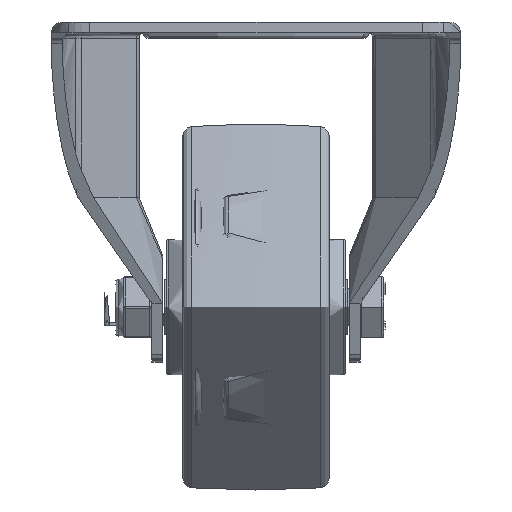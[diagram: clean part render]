
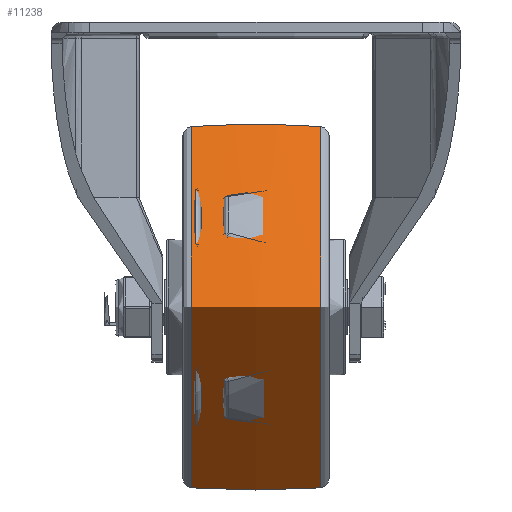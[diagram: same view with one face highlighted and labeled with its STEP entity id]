
A CAD part, left-side view. The second image highlights one B-rep face of the part: STEP entity #11238.
In plain terms, the highlighted free-form (B-spline) face has degree [2, 2] with [3, 9] control points.
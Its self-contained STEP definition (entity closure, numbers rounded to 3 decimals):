
#63=(
BOUNDED_SURFACE()
B_SPLINE_SURFACE(2,2,((#22456,#22457,#22458,#22459,#22460,#22461,#22462,
#22463,#22464),(#22465,#22466,#22467,#22468,#22469,#22470,#22471,#22472,
#22473),(#22474,#22475,#22476,#22477,#22478,#22479,#22480,#22481,#22482)),
 .UNSPECIFIED.,.F.,.T.,.F.)
B_SPLINE_SURFACE_WITH_KNOTS((3,3),(3,2,2,2,3),(-0.066,0.066),
(-3.142,-1.571,0.,1.571,3.142),
 .UNSPECIFIED.)
GEOMETRIC_REPRESENTATION_ITEM()
RATIONAL_B_SPLINE_SURFACE(((1.,0.707,1.,0.707,1.,
0.707,1.,0.707,1.),(0.998,0.706,
0.998,0.706,0.998,0.706,
0.998,0.706,0.998),(1.,0.707,
1.,0.707,1.,0.707,1.,0.707,1.)))
REPRESENTATION_ITEM('')
SURFACE()
);
#1445=FACE_OUTER_BOUND('',#2175,.T.);
#2175=EDGE_LOOP('',(#8553,#8554,#8555,#8556));
#4193=CIRCLE('',#12259,49.415);
#4194=CIRCLE('',#12260,267.042);
#4195=CIRCLE('',#12261,49.415);
#4973=VERTEX_POINT('',#22453);
#4974=VERTEX_POINT('',#22483);
#6237=EDGE_CURVE('',#4973,#4973,#4193,.T.);
#6238=EDGE_CURVE('',#4973,#4974,#4194,.T.);
#6239=EDGE_CURVE('',#4974,#4974,#4195,.T.);
#8553=ORIENTED_EDGE('',*,*,#6237,.F.);
#8554=ORIENTED_EDGE('',*,*,#6238,.T.);
#8555=ORIENTED_EDGE('',*,*,#6239,.T.);
#8556=ORIENTED_EDGE('',*,*,#6238,.F.);
#11238=ADVANCED_FACE('',(#1445),#63,.F.);
#12259=AXIS2_PLACEMENT_3D('',#22455,#14150,#14151);
#12260=AXIS2_PLACEMENT_3D('',#22484,#14152,#14153);
#12261=AXIS2_PLACEMENT_3D('',#22485,#14154,#14155);
#14150=DIRECTION('center_axis',(0.,-1.,0.));
#14151=DIRECTION('ref_axis',(0.,0.,1.));
#14152=DIRECTION('center_axis',(-1.,0.,0.));
#14153=DIRECTION('ref_axis',(0.,0.,1.));
#14154=DIRECTION('center_axis',(0.,-1.,0.));
#14155=DIRECTION('ref_axis',(0.,0.,1.));
#22453=CARTESIAN_POINT('',(0.,-17.665,49.415));
#22455=CARTESIAN_POINT('Origin',(0.,-17.665,0.));
#22456=CARTESIAN_POINT('Ctrl Pts',(0.,17.665,49.415));
#22457=CARTESIAN_POINT('Ctrl Pts',(-49.415,17.665,49.415));
#22458=CARTESIAN_POINT('Ctrl Pts',(-49.415,17.665,0.));
#22459=CARTESIAN_POINT('Ctrl Pts',(-49.415,17.665,-49.415));
#22460=CARTESIAN_POINT('Ctrl Pts',(0.,17.665,-49.415));
#22461=CARTESIAN_POINT('Ctrl Pts',(49.415,17.665,-49.415));
#22462=CARTESIAN_POINT('Ctrl Pts',(49.415,17.665,0.));
#22463=CARTESIAN_POINT('Ctrl Pts',(49.415,17.665,49.415));
#22464=CARTESIAN_POINT('Ctrl Pts',(0.,17.665,49.415));
#22465=CARTESIAN_POINT('Ctrl Pts',(0.,0.,50.586));
#22466=CARTESIAN_POINT('Ctrl Pts',(-50.586,0.,
50.586));
#22467=CARTESIAN_POINT('Ctrl Pts',(-50.586,0.,
0.));
#22468=CARTESIAN_POINT('Ctrl Pts',(-50.586,0.,
-50.586));
#22469=CARTESIAN_POINT('Ctrl Pts',(0.,0.,-50.586));
#22470=CARTESIAN_POINT('Ctrl Pts',(50.586,0.,
-50.586));
#22471=CARTESIAN_POINT('Ctrl Pts',(50.586,0.,
0.));
#22472=CARTESIAN_POINT('Ctrl Pts',(50.586,0.,
50.586));
#22473=CARTESIAN_POINT('Ctrl Pts',(0.,0.,50.586));
#22474=CARTESIAN_POINT('Ctrl Pts',(0.,-17.665,49.415));
#22475=CARTESIAN_POINT('Ctrl Pts',(-49.415,-17.665,
49.415));
#22476=CARTESIAN_POINT('Ctrl Pts',(-49.415,-17.665,
0.));
#22477=CARTESIAN_POINT('Ctrl Pts',(-49.415,-17.665,
-49.415));
#22478=CARTESIAN_POINT('Ctrl Pts',(0.,-17.665,-49.415));
#22479=CARTESIAN_POINT('Ctrl Pts',(49.415,-17.665,-49.415));
#22480=CARTESIAN_POINT('Ctrl Pts',(49.415,-17.665,0.));
#22481=CARTESIAN_POINT('Ctrl Pts',(49.415,-17.665,49.415));
#22482=CARTESIAN_POINT('Ctrl Pts',(0.,-17.665,49.415));
#22483=CARTESIAN_POINT('',(0.,17.665,49.415));
#22484=CARTESIAN_POINT('Origin',(0.,0.,
-217.042));
#22485=CARTESIAN_POINT('Origin',(0.,17.665,0.));
